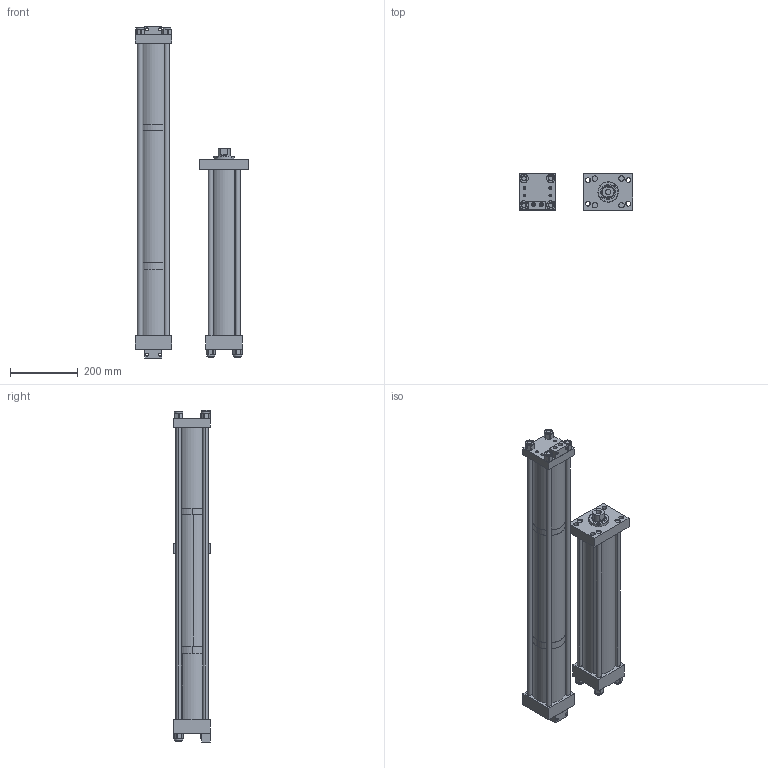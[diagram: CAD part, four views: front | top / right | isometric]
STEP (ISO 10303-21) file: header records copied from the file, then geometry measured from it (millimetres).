
FILE_DESCRIPTION (( 'STEP AP203' ), '1' );
FILE_NAME ('HPS-4-8.00-.50-FH.STEP', '2020-05-19T14:09:27', ( '' ), ( '' ), 'SwSTEP 2.0', 'SolidWorks 2018', '' );
FILE_SCHEMA (( 'CONFIG_CONTROL_DESIGN' ));
Length unit declared in the file: inch
Products named in the file (17): ES0414_.50; F0462; E0401_Work Rod HPI-4-2-.25; E0460_8.0; NLN .625; G0410; E0463_8.0-.50; E0404; E0413; HPS-4-8.00-.50-FH; E0459; ES0405_8.0; F0403; E0411_8.0; E04BRK; E0461_.50; E0464
Assembly tree (30 placements, depth 2):
  HPS-4-8.00-.50-FH
    E0404
    F0403
    E0401_Work Rod HPI-4-2-.25
    G0410
    E0413
    E0464
    NLN .625  x8
    F0462
    E0459
    E04BRK  x2
    ES0405_8.0
    E0460_8.0  x4
    E0411_8.0
    ES0414_.50
    E0461_.50
    E0463_8.0-.50  x4
Bounding box: 336.56 x 107.96 x 983.69 mm (x, y, z)
Volume: 5758086.2 mm3; surface area: 1417413 mm2
Topology: 31 solids, 31 shells, 621 faces, 1453 edges, 917 vertices
Faces by surface type: cylinder 324, plane 244, cone 53
Entity records: 14936 total; most frequent: CARTESIAN_POINT 2842, DIRECTION 2271, ORIENTED_EDGE 1866, EDGE_CURVE 933, AXIS2_PLACEMENT_3D 932, VERTEX_POINT 605, EDGE_LOOP 544, CIRCLE 490
